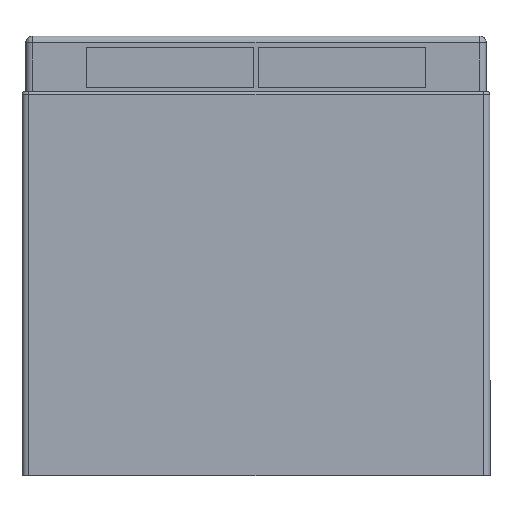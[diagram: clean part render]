
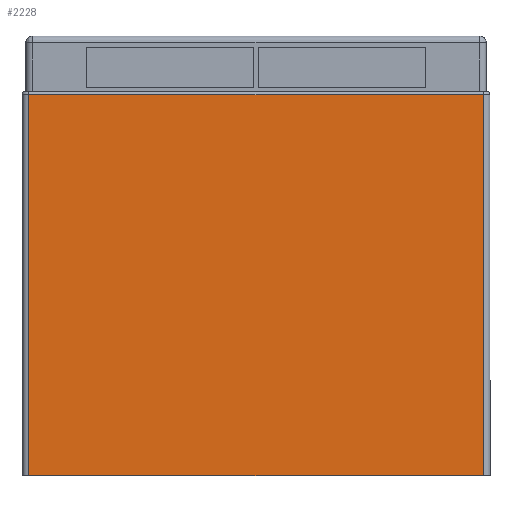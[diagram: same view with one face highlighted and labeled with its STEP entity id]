
A CAD part, front view. The second image highlights one B-rep face of the part: STEP entity #2228.
In plain terms, the highlighted planar face has unit normal (0, -1, 0).
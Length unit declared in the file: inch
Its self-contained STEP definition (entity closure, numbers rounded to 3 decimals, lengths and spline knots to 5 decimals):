
#11 = ORIENTED_EDGE ( 'NONE', *, *, #1037, .F. ) ;
#39 = CARTESIAN_POINT ( 'NONE',  ( 5.59634, -2.44934, 0. ) ) ;
#211 = VERTEX_POINT ( 'NONE', #910 ) ;
#346 = CARTESIAN_POINT ( 'NONE',  ( 5.69634, -2.44934, 5.7 ) ) ;
#416 = ORIENTED_EDGE ( 'NONE', *, *, #1697, .T. ) ;
#692 = VERTEX_POINT ( 'NONE', #3319 ) ;
#714 = DIRECTION ( 'NONE',  ( 1., 0., 0. ) ) ;
#910 = CARTESIAN_POINT ( 'NONE',  ( 5.59634, -2.44934, 0. ) ) ;
#1037 = EDGE_CURVE ( 'NONE', #2378, #211, #2682, .T. ) ;
#1110 = FACE_OUTER_BOUND ( 'NONE', #2439, .T. ) ;
#1394 = LINE ( 'NONE', #2109, #4644 ) ;
#1697 = EDGE_CURVE ( 'NONE', #692, #211, #3858, .T. ) ;
#2109 = CARTESIAN_POINT ( 'NONE',  ( -1.20366, -2.44934, 0. ) ) ;
#2116 = DIRECTION ( 'NONE',  ( 0., -1., 0. ) ) ;
#2228 = ADVANCED_FACE ( 'NONE', ( #1110 ), #4552, .T. ) ;
#2372 = CARTESIAN_POINT ( 'NONE',  ( -1.20366, -2.44934, 5.7 ) ) ;
#2378 = VERTEX_POINT ( 'NONE', #2664 ) ;
#2439 = EDGE_LOOP ( 'NONE', ( #416, #11, #2935, #4041 ) ) ;
#2513 = DIRECTION ( 'NONE',  ( 0., 0., -1. ) ) ;
#2659 = VECTOR ( 'NONE', #714, 39.37008 ) ;
#2664 = CARTESIAN_POINT ( 'NONE',  ( 5.59634, -2.44934, 5.7 ) ) ;
#2682 = LINE ( 'NONE', #39, #4205 ) ;
#2798 = AXIS2_PLACEMENT_3D ( 'NONE', #3725, #2116, #4965 ) ;
#2935 = ORIENTED_EDGE ( 'NONE', *, *, #2953, .T. ) ;
#2953 = EDGE_CURVE ( 'NONE', #2378, #3769, #4727, .T. ) ;
#3190 = DIRECTION ( 'NONE',  ( -1., 0., 0. ) ) ;
#3289 = DIRECTION ( 'NONE',  ( 0., 0., -1. ) ) ;
#3319 = CARTESIAN_POINT ( 'NONE',  ( -1.20366, -2.44934, 0. ) ) ;
#3725 = CARTESIAN_POINT ( 'NONE',  ( 5.69634, -2.44934, 0. ) ) ;
#3769 = VERTEX_POINT ( 'NONE', #2372 ) ;
#3858 = LINE ( 'NONE', #5175, #2659 ) ;
#4041 = ORIENTED_EDGE ( 'NONE', *, *, #4057, .T. ) ;
#4057 = EDGE_CURVE ( 'NONE', #3769, #692, #1394, .T. ) ;
#4145 = VECTOR ( 'NONE', #3190, 39.37008 ) ;
#4205 = VECTOR ( 'NONE', #3289, 39.37008 ) ;
#4552 = PLANE ( 'NONE',  #2798 ) ;
#4644 = VECTOR ( 'NONE', #2513, 39.37008 ) ;
#4727 = LINE ( 'NONE', #346, #4145 ) ;
#4965 = DIRECTION ( 'NONE',  ( 0., 0., -1. ) ) ;
#5175 = CARTESIAN_POINT ( 'NONE',  ( 2.19634, -2.44934, 0. ) ) ;
